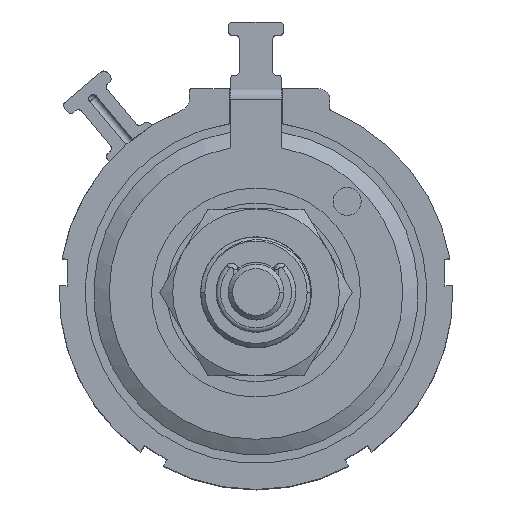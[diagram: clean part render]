
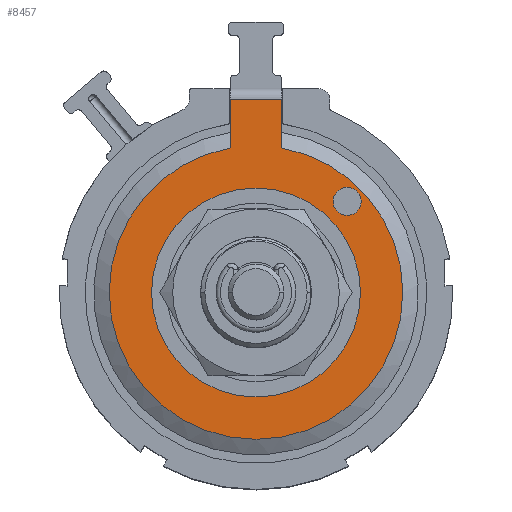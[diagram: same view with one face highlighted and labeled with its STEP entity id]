
A CAD part, top view. The second image highlights one B-rep face of the part: STEP entity #8457.
In plain terms, the highlighted planar face has unit normal (0, 0, 1).
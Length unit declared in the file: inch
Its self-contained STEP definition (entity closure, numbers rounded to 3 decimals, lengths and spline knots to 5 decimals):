
#2160=CARTESIAN_POINT('',(0.,0.,0.002));
#2161=DIRECTION('',(0.,0.,1.));
#2162=DIRECTION('',(-0.174,0.985,0.));
#2163=AXIS2_PLACEMENT_3D('',#2160,#2161,#2162);
#2177=DIRECTION('',(0.,-1.,0.));
#2178=VECTOR('',#2177,0.10974);
#2179=CARTESIAN_POINT('',(-0.0575,0.435,0.002));
#2180=LINE('',#2179,#2178);
#2288=DIRECTION('',(1.,0.,0.));
#2289=VECTOR('',#2288,0.115);
#2290=CARTESIAN_POINT('',(-0.0575,0.435,0.002));
#2291=LINE('',#2290,#2289);
#2297=DIRECTION('',(0.,-1.,0.));
#2298=VECTOR('',#2297,0.10974);
#2299=CARTESIAN_POINT('',(0.0575,0.435,0.002));
#2300=LINE('',#2299,#2298);
#2301=CARTESIAN_POINT('',(0.20506,0.20506,0.002));
#2302=DIRECTION('',(0.,0.,1.));
#2303=DIRECTION('',(1.,0.,0.));
#2304=AXIS2_PLACEMENT_3D('',#2301,#2302,#2303);
#2306=CARTESIAN_POINT('',(0.20506,0.20506,0.002));
#2307=DIRECTION('',(0.,0.,1.));
#2308=DIRECTION('',(-1.,0.,0.));
#2309=AXIS2_PLACEMENT_3D('',#2306,#2307,#2308);
#2319=CARTESIAN_POINT('',(0.,0.,0.002));
#2320=DIRECTION('',(0.,0.,1.));
#2321=DIRECTION('',(-1.,0.,0.));
#2322=AXIS2_PLACEMENT_3D('',#2319,#2320,#2321);
#2324=CARTESIAN_POINT('',(0.,0.,0.002));
#2325=DIRECTION('',(0.,0.,-1.));
#2326=DIRECTION('',(-1.,0.,0.));
#2327=AXIS2_PLACEMENT_3D('',#2324,#2325,#2326);
#5118=CARTESIAN_POINT('',(-0.0575,0.32526,0.002));
#5119=CARTESIAN_POINT('',(0.0575,0.32526,0.002));
#5120=VERTEX_POINT('',#5118);
#5121=VERTEX_POINT('',#5119);
#5134=CARTESIAN_POINT('',(0.0575,0.435,0.002));
#5135=VERTEX_POINT('',#5134);
#5136=CARTESIAN_POINT('',(-0.0575,0.435,0.002));
#5137=VERTEX_POINT('',#5136);
#5150=CARTESIAN_POINT('',(0.23656,0.20506,0.002));
#5151=CARTESIAN_POINT('',(0.17356,0.20506,0.002));
#5152=VERTEX_POINT('',#5150);
#5153=VERTEX_POINT('',#5151);
#5154=CARTESIAN_POINT('',(-0.235,0.,0.002));
#5156=VERTEX_POINT('',#5154);
#5158=CARTESIAN_POINT('',(0.235,0.,0.002));
#5160=VERTEX_POINT('',#5158);
#8434=CARTESIAN_POINT('',(0.,0.,0.002));
#8435=DIRECTION('',(0.,0.,1.));
#8436=DIRECTION('',(0.,-1.,0.));
#8437=AXIS2_PLACEMENT_3D('',#8434,#8435,#8436);
#8438=PLANE('',#8437);
#8439=ORIENTED_EDGE('',*,*,#8428,.T.);
#8440=ORIENTED_EDGE('',*,*,#8245,.T.);
#8441=ORIENTED_EDGE('',*,*,#8265,.F.);
#8442=ORIENTED_EDGE('',*,*,#8284,.F.);
#8443=EDGE_LOOP('',(#8439,#8440,#8441,#8442));
#8444=FACE_OUTER_BOUND('',#8443,.F.);
#8446=ORIENTED_EDGE('',*,*,#8445,.T.);
#8448=ORIENTED_EDGE('',*,*,#8447,.F.);
#8449=EDGE_LOOP('',(#8446,#8448));
#8450=FACE_BOUND('',#8449,.F.);
#8452=ORIENTED_EDGE('',*,*,#8451,.T.);
#8454=ORIENTED_EDGE('',*,*,#8453,.T.);
#8455=EDGE_LOOP('',(#8452,#8454));
#8456=FACE_BOUND('',#8455,.F.);
#8457=ADVANCED_FACE('',(#8444,#8450,#8456),#8438,.T.);
#2164=CIRCLE('',#2163,0.33031);
#2305=CIRCLE('',#2304,0.0315);
#2310=CIRCLE('',#2309,0.0315);
#2323=CIRCLE('',#2322,0.235);
#2328=CIRCLE('',#2327,0.235);
#8245=EDGE_CURVE('',#5135,#5121,#2300,.T.);
#8265=EDGE_CURVE('',#5120,#5121,#2164,.T.);
#8284=EDGE_CURVE('',#5137,#5120,#2180,.T.);
#8428=EDGE_CURVE('',#5137,#5135,#2291,.T.);
#8445=EDGE_CURVE('',#5156,#5160,#2323,.T.);
#8447=EDGE_CURVE('',#5156,#5160,#2328,.T.);
#8451=EDGE_CURVE('',#5152,#5153,#2305,.T.);
#8453=EDGE_CURVE('',#5153,#5152,#2310,.T.);
